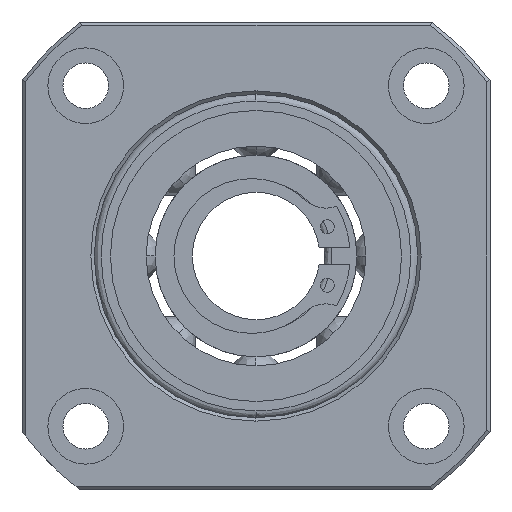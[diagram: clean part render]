
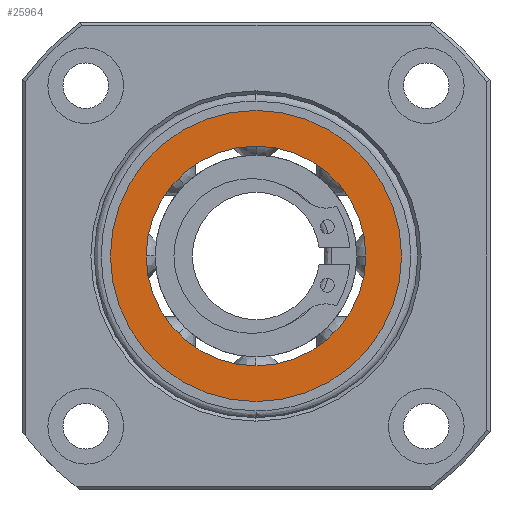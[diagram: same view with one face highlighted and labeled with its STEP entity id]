
A CAD part, left-side view. The second image highlights one B-rep face of the part: STEP entity #25964.
In plain terms, the highlighted planar face has unit normal (-1, 0, 0).
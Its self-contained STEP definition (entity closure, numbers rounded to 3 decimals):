
#895 = FACE_OUTER_BOUND ( 'NONE', #21051, .T. ) ;
#1820 = VERTEX_POINT ( 'NONE', #14953 ) ;
#1978 = CIRCLE ( 'NONE', #23781, 15.96 ) ;
#2173 = DIRECTION ( 'NONE',  ( -1., 0., 0. ) ) ;
#2468 = DIRECTION ( 'NONE',  ( 0., 0., -1. ) ) ;
#3598 = AXIS2_PLACEMENT_3D ( 'NONE', #8601, #2173, #23922 ) ;
#3859 = VERTEX_POINT ( 'NONE', #3983 ) ;
#3983 = CARTESIAN_POINT ( 'NONE',  ( -42.609, 12.886, -21.15 ) ) ;
#4810 = ORIENTED_EDGE ( 'NONE', *, *, #10675, .T. ) ;
#4854 = CIRCLE ( 'NONE', #16198, 21.15 ) ;
#5265 = CARTESIAN_POINT ( 'NONE',  ( -42.609, 33.686, 0. ) ) ;
#6122 = EDGE_CURVE ( 'NONE', #3859, #1820, #4854, .T. ) ;
#6633 = CARTESIAN_POINT ( 'NONE',  ( -42.609, 12.886, 15.96 ) ) ;
#6690 = FACE_BOUND ( 'NONE', #17631, .T. ) ;
#6801 = DIRECTION ( 'NONE',  ( -1., 0., 0. ) ) ;
#7271 = AXIS2_PLACEMENT_3D ( 'NONE', #15758, #6801, #26705 ) ;
#8601 = CARTESIAN_POINT ( 'NONE',  ( -42.609, 12.886, 0. ) ) ;
#9260 = CARTESIAN_POINT ( 'NONE',  ( -42.609, 12.886, 0. ) ) ;
#10675 = EDGE_CURVE ( 'NONE', #1820, #3859, #26166, .T. ) ;
#10679 = ORIENTED_EDGE ( 'NONE', *, *, #24667, .F. ) ;
#10989 = AXIS2_PLACEMENT_3D ( 'NONE', #5265, #25006, #20358 ) ;
#13411 = CARTESIAN_POINT ( 'NONE',  ( -42.609, 12.886, -15.96 ) ) ;
#14953 = CARTESIAN_POINT ( 'NONE',  ( -42.609, 12.886, 21.15 ) ) ;
#15625 = DIRECTION ( 'NONE',  ( -1., 0., 0. ) ) ;
#15758 = CARTESIAN_POINT ( 'NONE',  ( -42.609, 12.886, 0. ) ) ;
#16198 = AXIS2_PLACEMENT_3D ( 'NONE', #9260, #15625, #2468 ) ;
#16758 = CIRCLE ( 'NONE', #3598, 15.96 ) ;
#17345 = VERTEX_POINT ( 'NONE', #6633 ) ;
#17631 = EDGE_LOOP ( 'NONE', ( #25539, #10679 ) ) ;
#18779 = CARTESIAN_POINT ( 'NONE',  ( -42.609, 12.886, 0. ) ) ;
#19751 = VERTEX_POINT ( 'NONE', #13411 ) ;
#20358 = DIRECTION ( 'NONE',  ( 0., 0., -1. ) ) ;
#20752 = PLANE ( 'NONE',  #10989 ) ;
#21051 = EDGE_LOOP ( 'NONE', ( #21478, #4810 ) ) ;
#21478 = ORIENTED_EDGE ( 'NONE', *, *, #6122, .T. ) ;
#23781 = AXIS2_PLACEMENT_3D ( 'NONE', #18779, #27480, #25424 ) ;
#23922 = DIRECTION ( 'NONE',  ( 0., 0., 1. ) ) ;
#24388 = EDGE_CURVE ( 'NONE', #17345, #19751, #16758, .T. ) ;
#24667 = EDGE_CURVE ( 'NONE', #19751, #17345, #1978, .T. ) ;
#25006 = DIRECTION ( 'NONE',  ( 1., 0., 0. ) ) ;
#25424 = DIRECTION ( 'NONE',  ( 0., 0., 1. ) ) ;
#25539 = ORIENTED_EDGE ( 'NONE', *, *, #24388, .F. ) ;
#25964 = ADVANCED_FACE ( 'NONE', ( #6690, #895 ), #20752, .F. ) ;
#26166 = CIRCLE ( 'NONE', #7271, 21.15 ) ;
#26705 = DIRECTION ( 'NONE',  ( 0., 0., -1. ) ) ;
#27480 = DIRECTION ( 'NONE',  ( -1., 0., 0. ) ) ;
